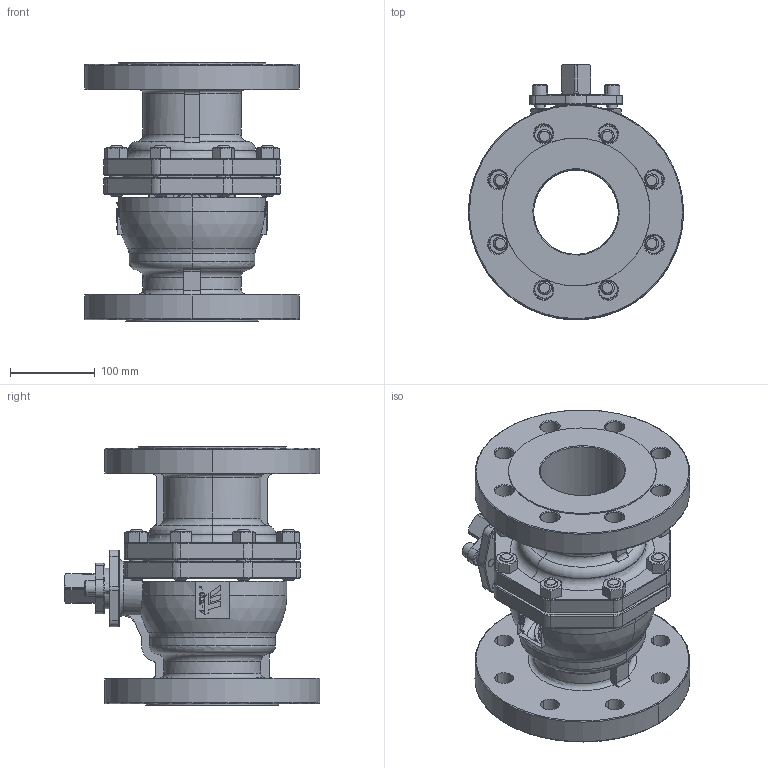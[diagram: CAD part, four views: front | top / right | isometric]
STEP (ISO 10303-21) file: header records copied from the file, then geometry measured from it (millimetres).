
FILE_DESCRIPTION (( 'STEP AP214' ), '1' );
FILE_NAME ('FM-F3-0400-XXX.step', '2019-10-30T12:41:02', ( '' ), ( '' ), 'SwSTEP 2.0', 'SolidWorks 2019', '' );
FILE_SCHEMA (( 'AUTOMOTIVE_DESIGN' ));
Length unit declared in the file: inch
Products named in the file (1): FM-F3-0400-XXX
Bounding box: 254 x 302 x 305 mm (x, y, z)
Surface area: 532751.2 mm2 (no closed solid volume)
Topology: 0 solids, 41 shells, 661 faces, 1762 edges, 1140 vertices
Faces by surface type: plane 209, cylinder 205, cone 128, torus 86, bspline 31, sphere 2
Entity records: 46785 total; most frequent: CARTESIAN_POINT 25368, ORIENTED_EDGE 3151, EDGE_CURVE 1758, B_SPLINE_CURVE_WITH_KNOTS 1661, DIRECTION 1384, VERTEX_POINT 1140, EDGE_LOOP 765, UNCERTAINTY_MEASURE_WITH_UNIT 663
